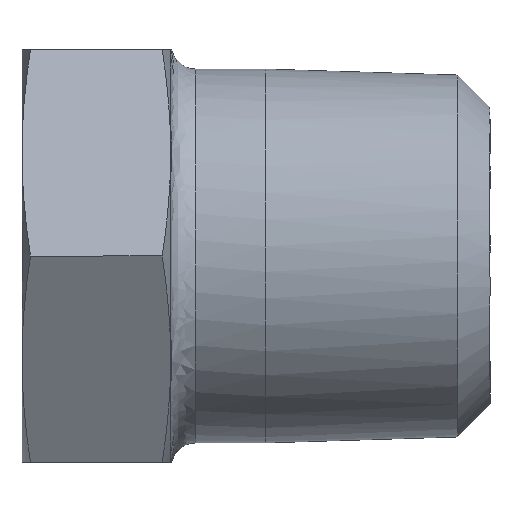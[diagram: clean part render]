
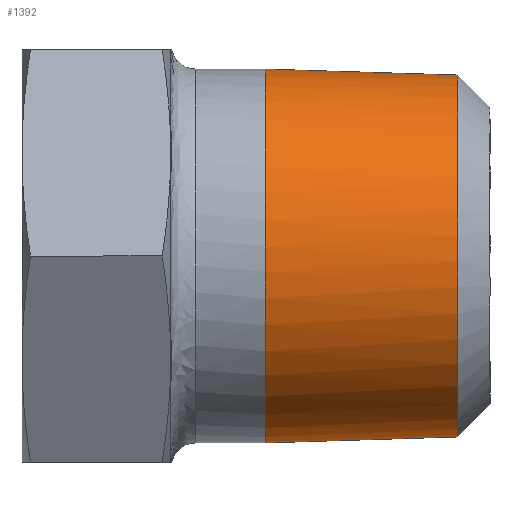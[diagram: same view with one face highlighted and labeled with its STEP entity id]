
A CAD part, front view. The second image highlights one B-rep face of the part: STEP entity #1392.
In plain terms, the highlighted free-form (B-spline) face has degree [2, 1] with [5, 2] control points.
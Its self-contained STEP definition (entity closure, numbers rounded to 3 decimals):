
#34 = VERTEX_POINT('',#35);
#35 = CARTESIAN_POINT('',(9.075,0.,
    -8.148));
#41 = VERTEX_POINT('',#42);
#42 = CARTESIAN_POINT('',(9.075,0.,
    8.148));
#438 = VERTEX_POINT('',#439);
#439 = CARTESIAN_POINT('',(0.427,0.,
    -8.417));
#444 = EDGE_CURVE('',#445,#438,#447,.T.);
#445 = VERTEX_POINT('',#446);
#446 = CARTESIAN_POINT('',(0.427,0.,
    8.417));
#447 = ( BOUNDED_CURVE() B_SPLINE_CURVE(2,(#448,#449,#450,#451,#452),
.UNSPECIFIED.,.F.,.F.) B_SPLINE_CURVE_WITH_KNOTS((3,2,3),(3.142,
4.712,6.283),.PIECEWISE_BEZIER_KNOTS.) CURVE() 
GEOMETRIC_REPRESENTATION_ITEM() RATIONAL_B_SPLINE_CURVE((1.,
0.707,1.,0.707,1.)) REPRESENTATION_ITEM('') );
#448 = CARTESIAN_POINT('',(0.427,0.,
    8.417));
#449 = CARTESIAN_POINT('',(0.427,-8.417,8.417
    ));
#450 = CARTESIAN_POINT('',(0.427,-8.417,
    0.));
#451 = CARTESIAN_POINT('',(0.427,-8.417,
    -8.417));
#452 = CARTESIAN_POINT('',(0.427,0.,-8.417));
#474 = EDGE_CURVE('',#34,#438,#475,.T.);
#475 = B_SPLINE_CURVE_WITH_KNOTS('',1,(#476,#477),.UNSPECIFIED.,.F.,.F.,
  (2,2),(-8.864,0.),.PIECEWISE_BEZIER_KNOTS.);
#476 = CARTESIAN_POINT('',(9.075,0.,
    -8.148));
#477 = CARTESIAN_POINT('',(0.427,0.,
    -8.417));
#487 = EDGE_CURVE('',#41,#445,#488,.T.);
#488 = B_SPLINE_CURVE_WITH_KNOTS('',1,(#489,#490),.UNSPECIFIED.,.F.,.F.,
  (2,2),(-8.864,0.),.PIECEWISE_BEZIER_KNOTS.);
#489 = CARTESIAN_POINT('',(9.075,0.,
    8.148));
#490 = CARTESIAN_POINT('',(0.427,0.,
    8.417));
#1392 = ADVANCED_FACE('',(#1393),#1406,.T.);
#1393 = FACE_BOUND('',#1394,.T.);
#1394 = EDGE_LOOP('',(#1395,#1396,#1404,#1405));
#1395 = ORIENTED_EDGE('',*,*,#474,.F.);
#1396 = ORIENTED_EDGE('',*,*,#1397,.T.);
#1397 = EDGE_CURVE('',#34,#41,#1398,.T.);
#1398 = ( BOUNDED_CURVE() B_SPLINE_CURVE(2,(#1399,#1400,#1401,#1402,
#1403),.UNSPECIFIED.,.F.,.F.) B_SPLINE_CURVE_WITH_KNOTS((3,2,3),(
    3.142,4.712,6.283),
.PIECEWISE_BEZIER_KNOTS.) CURVE() GEOMETRIC_REPRESENTATION_ITEM() 
RATIONAL_B_SPLINE_CURVE((1.,0.707,1.,0.707,1.)) 
REPRESENTATION_ITEM('') );
#1399 = CARTESIAN_POINT('',(9.075,0.,
    -8.148));
#1400 = CARTESIAN_POINT('',(9.075,-8.148,
    -8.148));
#1401 = CARTESIAN_POINT('',(9.075,-8.148,
    0.));
#1402 = CARTESIAN_POINT('',(9.075,-8.148,
    8.148));
#1403 = CARTESIAN_POINT('',(9.075,0.,
    8.148));
#1404 = ORIENTED_EDGE('',*,*,#487,.T.);
#1405 = ORIENTED_EDGE('',*,*,#444,.T.);
#1406 = ( BOUNDED_SURFACE() B_SPLINE_SURFACE(2,1,(
    (#1407,#1408)
    ,(#1409,#1410)
    ,(#1411,#1412)
    ,(#1413,#1414)
    ,(#1415,#1416
)),.UNSPECIFIED.,.F.,.F.,.F.) B_SPLINE_SURFACE_WITH_KNOTS((3,2,3),(2,2),
  (3.142,4.712,6.283),(-8.864,0.),
.PIECEWISE_BEZIER_KNOTS.) GEOMETRIC_REPRESENTATION_ITEM() 
RATIONAL_B_SPLINE_SURFACE((
    (1.,1.)
    ,(0.707,0.707)
    ,(1.,1.)
    ,(0.707,0.707)
,(1.,1.))) REPRESENTATION_ITEM('') SURFACE() );
#1407 = CARTESIAN_POINT('',(9.075,0.,
    -8.148));
#1408 = CARTESIAN_POINT('',(0.427,0.,
    -8.417));
#1409 = CARTESIAN_POINT('',(9.075,-8.148,
    -8.148));
#1410 = CARTESIAN_POINT('',(0.427,-8.417,
    -8.417));
#1411 = CARTESIAN_POINT('',(9.075,-8.148,
    0.));
#1412 = CARTESIAN_POINT('',(0.427,-8.417,
    0.));
#1413 = CARTESIAN_POINT('',(9.075,-8.148,
    8.148));
#1414 = CARTESIAN_POINT('',(0.427,-8.417,
    8.417));
#1415 = CARTESIAN_POINT('',(9.075,0.,
    8.148));
#1416 = CARTESIAN_POINT('',(0.427,0.,
    8.417));
